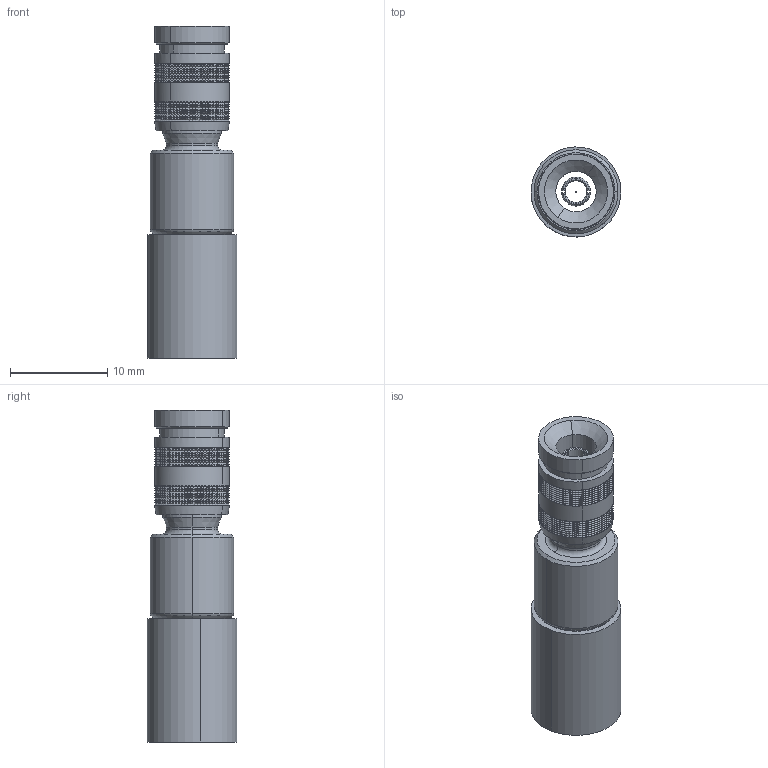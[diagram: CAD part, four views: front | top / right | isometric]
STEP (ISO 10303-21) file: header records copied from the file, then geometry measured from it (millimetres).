
FILE_DESCRIPTION (( 'STEP AP214' ), '1' );
FILE_NAME ('52-005-B6-JC.STEP', '2024-07-31T13:24:31', ( '' ), ( '' ), 'SwSTEP 2.0', 'SolidWorks 2023', '' );
FILE_SCHEMA (( 'AUTOMOTIVE_DESIGN' ));
Length unit declared in the file: millimetre
Products named in the file (1): 52-005-B6-JC
Bounding box: 9.27 x 9.27 x 34.19 mm (x, y, z)
Surface area: 1717.1 mm2 (no closed solid volume)
Topology: 0 solids, 11 shells, 2929 faces, 8632 edges, 5618 vertices
Faces by surface type: plane 2645, cone 246, cylinder 30, torus 8
Entity records: 101159 total; most frequent: CARTESIAN_POINT 31324, ORIENTED_EDGE 16565, DIRECTION 11638, EDGE_CURVE 8632, VERTEX_POINT 5618, AXIS2_PLACEMENT_3D 4780, B_SPLINE_CURVE_WITH_KNOTS 4696, EDGE_LOOP 3008
